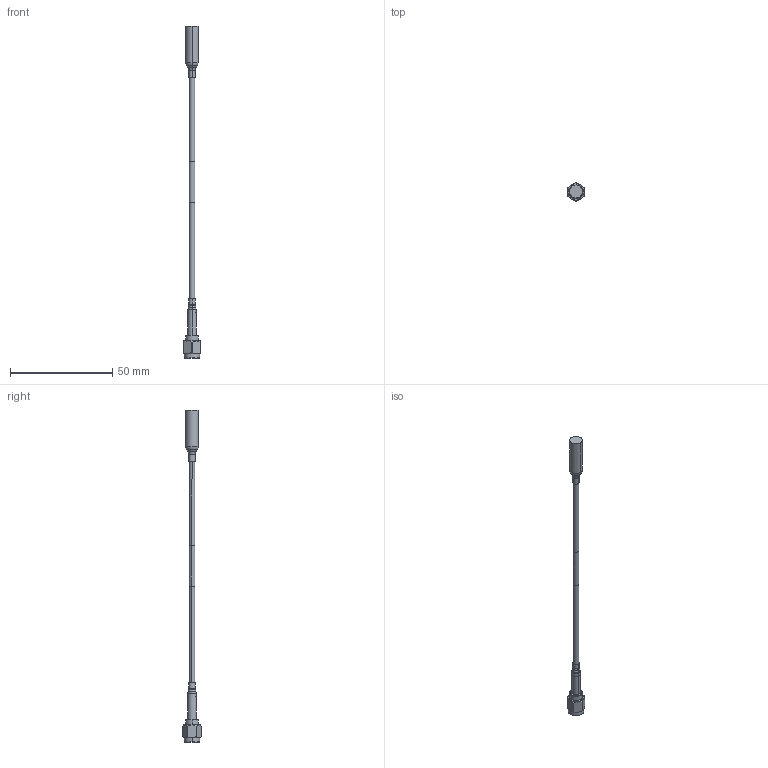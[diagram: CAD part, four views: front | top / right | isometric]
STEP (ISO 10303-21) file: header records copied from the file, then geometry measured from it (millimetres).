
FILE_DESCRIPTION (( 'STEP AP214' ), '1' );
FILE_NAME ('FMC01138_3D.step', '2023-05-10T07:31:50', ( '' ), ( '' ), 'SwSTEP 2.0', 'SolidWorks 2022', '' );
FILE_SCHEMA (( 'AUTOMOTIVE_DESIGN' ));
Length unit declared in the file: inch
Products named in the file (5): LMR-100A-UF_WITH LABEL; Copy of HeatShrink_SC6052^FMC01138; Copy of HeatShrink_SC7059^FMC01138; FMC01138_3D; PE4003 ¦ SC7059
Assembly tree (4 placements, depth 2):
  FMC01138_3D
    PE4003 ¦ SC7059
    Copy of HeatShrink_SC7059^FMC01138
    LMR-100A-UF_WITH LABEL
    Copy of HeatShrink_SC6052^FMC01138
Bounding box: 7.94 x 9.02 x 162.41 mm (x, y, z)
Volume: 2269.7 mm3; surface area: 3031.1 mm2
Topology: 6 solids, 6 shells, 140 faces, 303 edges, 185 vertices
Faces by surface type: cylinder 63, cone 31, plane 29, torus 14, bspline 3
Entity records: 5187 total; most frequent: CARTESIAN_POINT 1869, DIRECTION 666, ORIENTED_EDGE 606, EDGE_CURVE 303, AXIS2_PLACEMENT_3D 289, VERTEX_POINT 185, EDGE_LOOP 156, CIRCLE 145
